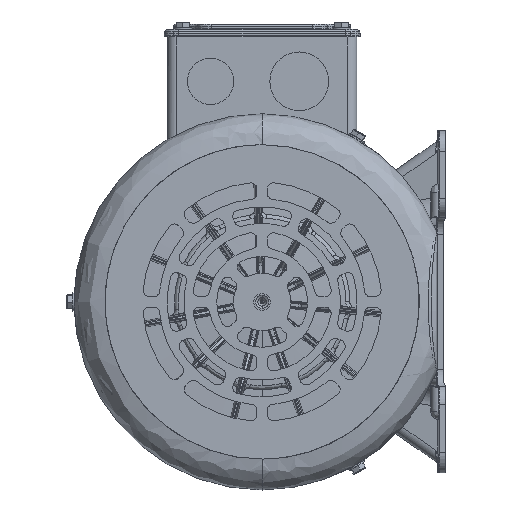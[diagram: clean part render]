
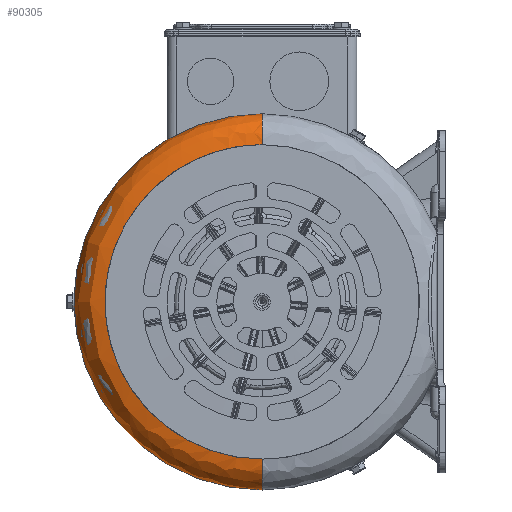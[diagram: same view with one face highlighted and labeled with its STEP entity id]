
A CAD part, left-side view. The second image highlights one B-rep face of the part: STEP entity #90305.
In plain terms, the highlighted free-form (B-spline) face has degree [3, 3] with [4, 4] control points.
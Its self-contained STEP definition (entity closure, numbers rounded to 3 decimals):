
#4973 = ORIENTED_EDGE ( 'NONE', *, *, #40221, .T. ) ;
#5539 = CARTESIAN_POINT ( 'NONE',  ( -129.287, 182.5, -91.25 ) ) ;
#7911 = CIRCLE ( 'NONE', #69357, 91.25 ) ;
#9217 = CARTESIAN_POINT ( 'NONE',  ( -135.5, 152.5, 76.25 ) ) ;
#12335 = CARTESIAN_POINT ( 'NONE',  ( -120.5, 0., 0. ) ) ;
#12741 = FACE_OUTER_BOUND ( 'NONE', #73425, .T. ) ;
#12808 = EDGE_CURVE ( 'NONE', #108952, #58229, #7911, .T. ) ;
#17903 = CARTESIAN_POINT ( 'NONE',  ( -135.5, 0., -76.25 ) ) ;
#18126 = CARTESIAN_POINT ( 'NONE',  ( -120.5, 0., 91.25 ) ) ;
#21811 = CARTESIAN_POINT ( 'NONE',  ( -135.5, 0., 76.25 ) ) ;
#24938 = DIRECTION ( 'NONE',  ( 0., 0., 1. ) ) ;
#30690 = CARTESIAN_POINT ( 'NONE',  ( -120.5, 182.5, -91.25 ) ) ;
#30708 = CIRCLE ( 'NONE', #144418, 15. ) ;
#33132 = CARTESIAN_POINT ( 'NONE',  ( -120.5, 0., -76.25 ) ) ;
#34389 = ORIENTED_EDGE ( 'NONE', *, *, #138138, .F. ) ;
#37312 = DIRECTION ( 'NONE',  ( 0., 1., 0. ) ) ;
#40221 = EDGE_CURVE ( 'NONE', #78782, #149243, #153885, .T. ) ;
#42664 = CARTESIAN_POINT ( 'NONE',  ( -135.5, 0., -76.25 ) ) ;
#45692 = DIRECTION ( 'NONE',  ( 0., 0., -1. ) ) ;
#55276 = CARTESIAN_POINT ( 'NONE',  ( -135.5, 170.074, 85.037 ) ) ;
#58229 = VERTEX_POINT ( 'NONE', #139460 ) ;
#67786 = CARTESIAN_POINT ( 'NONE',  ( -135.5, 0., -85.037 ) ) ;
#69357 = AXIS2_PLACEMENT_3D ( 'NONE', #12335, #99806, #24938 ) ;
#71480 = CARTESIAN_POINT ( 'NONE',  ( -135.5, 0., -76.25 ) ) ;
#73425 = EDGE_LOOP ( 'NONE', ( #34389, #4973, #75619, #104362 ) ) ;
#75619 = ORIENTED_EDGE ( 'NONE', *, *, #140643, .T. ) ;
#78782 = VERTEX_POINT ( 'NONE', #17903 ) ;
#80038 = CARTESIAN_POINT ( 'NONE',  ( -135.5, 0., 76.25 ) ) ;
#80421 = CARTESIAN_POINT ( 'NONE',  ( -129.287, 182.5, 91.25 ) ) ;
#90305 = ADVANCED_FACE ( 'NONE', ( #12741 ), #95904, .T. ) ;
#92993 = CARTESIAN_POINT ( 'NONE',  ( -129.287, 0., -91.25 ) ) ;
#95904 =( BOUNDED_SURFACE ( )  B_SPLINE_SURFACE ( 3, 3, ( 
 ( #105077, #129624, #117630, #42664 ),
 ( #130178, #55276, #142704, #67786 ),
 ( #155335, #80421, #5539, #92993 ),
 ( #18126, #105618, #30690, #118184 ) ),
 .UNSPECIFIED., .F., .F., .F. ) 
 B_SPLINE_SURFACE_WITH_KNOTS ( ( 4, 4 ),
 ( 4, 4 ),
 ( 0., 1. ),
 ( 0., 1. ),
 .UNSPECIFIED. ) 
 GEOMETRIC_REPRESENTATION_ITEM ( )  RATIONAL_B_SPLINE_SURFACE ( (
 ( 1., 0.333, 0.333, 1.),
 ( 0.805, 0.268, 0.268, 0.805),
 ( 0.805, 0.268, 0.268, 0.805),
 ( 1., 0.333, 0.333, 1.) ) ) 
 REPRESENTATION_ITEM ( '' )  SURFACE ( )  );
#99806 = DIRECTION ( 'NONE',  ( -1., 0., 0. ) ) ;
#104362 = ORIENTED_EDGE ( 'NONE', *, *, #12808, .T. ) ;
#105077 = CARTESIAN_POINT ( 'NONE',  ( -135.5, 0., 76.25 ) ) ;
#105618 = CARTESIAN_POINT ( 'NONE',  ( -120.5, 182.5, 91.25 ) ) ;
#108952 = VERTEX_POINT ( 'NONE', #156569 ) ;
#111337 = CIRCLE ( 'NONE', #119113, 15. ) ;
#112229 = CARTESIAN_POINT ( 'NONE',  ( -120.5, 0., 76.25 ) ) ;
#117630 = CARTESIAN_POINT ( 'NONE',  ( -135.5, 152.5, -76.25 ) ) ;
#118184 = CARTESIAN_POINT ( 'NONE',  ( -120.5, 0., -91.25 ) ) ;
#119113 = AXIS2_PLACEMENT_3D ( 'NONE', #33132, #120648, #45692 ) ;
#120648 = DIRECTION ( 'NONE',  ( 0., -1., 0. ) ) ;
#124793 = DIRECTION ( 'NONE',  ( 0., 0., 1. ) ) ;
#129624 = CARTESIAN_POINT ( 'NONE',  ( -135.5, 152.5, 76.25 ) ) ;
#130178 = CARTESIAN_POINT ( 'NONE',  ( -135.5, 0., 85.037 ) ) ;
#138138 = EDGE_CURVE ( 'NONE', #78782, #58229, #111337, .T. ) ;
#139460 = CARTESIAN_POINT ( 'NONE',  ( -120.5, 0., -91.25 ) ) ;
#140643 = EDGE_CURVE ( 'NONE', #149243, #108952, #30708, .T. ) ;
#142704 = CARTESIAN_POINT ( 'NONE',  ( -135.5, 170.074, -85.037 ) ) ;
#144418 = AXIS2_PLACEMENT_3D ( 'NONE', #112229, #37312, #124793 ) ;
#149243 = VERTEX_POINT ( 'NONE', #80038 ) ;
#153885 =( BOUNDED_CURVE ( )  B_SPLINE_CURVE ( 3, ( #71480, #158459, #9217, #21811 ),
 .UNSPECIFIED., .F., .T. ) 
 B_SPLINE_CURVE_WITH_KNOTS ( ( 4, 4 ),
 ( 0., 1. ),
 .UNSPECIFIED. ) 
 CURVE ( )  GEOMETRIC_REPRESENTATION_ITEM ( )  RATIONAL_B_SPLINE_CURVE ( ( 1., 0.333, 0.333, 1. ) ) 
 REPRESENTATION_ITEM ( '' )  );
#155335 = CARTESIAN_POINT ( 'NONE',  ( -129.287, 0., 91.25 ) ) ;
#156569 = CARTESIAN_POINT ( 'NONE',  ( -120.5, 0., 91.25 ) ) ;
#158459 = CARTESIAN_POINT ( 'NONE',  ( -135.5, 152.5, -76.25 ) ) ;
